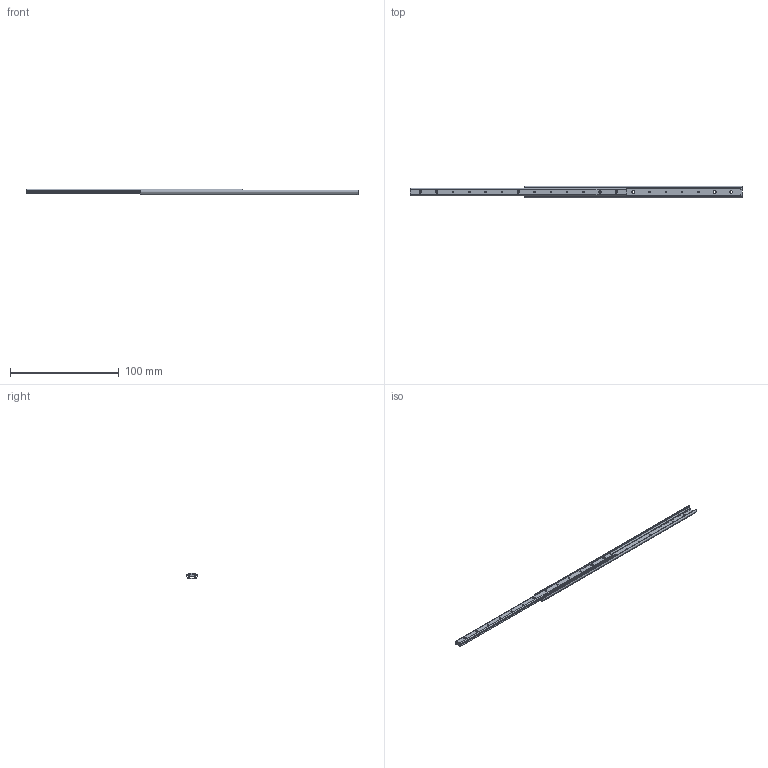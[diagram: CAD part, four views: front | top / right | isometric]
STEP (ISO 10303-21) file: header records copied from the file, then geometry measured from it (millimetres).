
FILE_DESCRIPTION (( 'STEP AP203' ), '1' );
FILE_NAME ('U1020-200.STEP', '2020-06-23T05:45:50', ( '' ), ( '' ), 'SwSTEP 2.0', 'SolidWorks 2019', '' );
FILE_SCHEMA (( 'CONFIG_CONTROL_DESIGN' ));
Length unit declared in the file: millimetre
Products named in the file (3): U1020-200 OM; U1020-200 IM; U1020-200
Assembly tree (2 placements, depth 2):
  U1020-200
    U1020-200 OM
    U1020-200 IM
Bounding box: 305 x 10.59 x 5 mm (x, y, z)
Volume: 2826.9 mm3; surface area: 11831 mm2
Topology: 2 solids, 2 shells, 283 faces, 803 edges, 521 vertices
Faces by surface type: cylinder 167, plane 73, torus 28, bspline 15
Entity records: 13992 total; most frequent: CARTESIAN_POINT 6389, ORIENTED_EDGE 1606, DIRECTION 1506, EDGE_CURVE 803, AXIS2_PLACEMENT_3D 590, VERTEX_POINT 521, EDGE_LOOP 340, LINE 326
